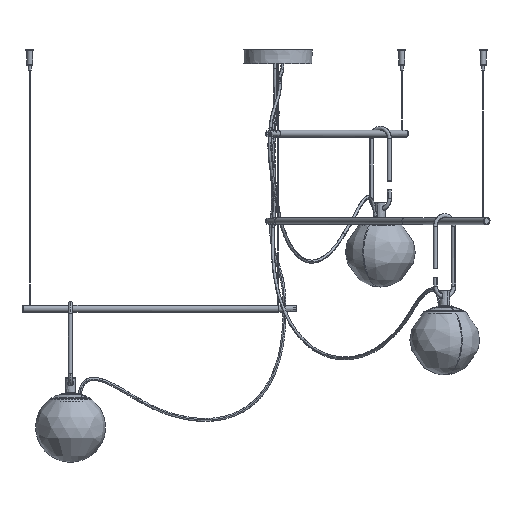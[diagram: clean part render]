
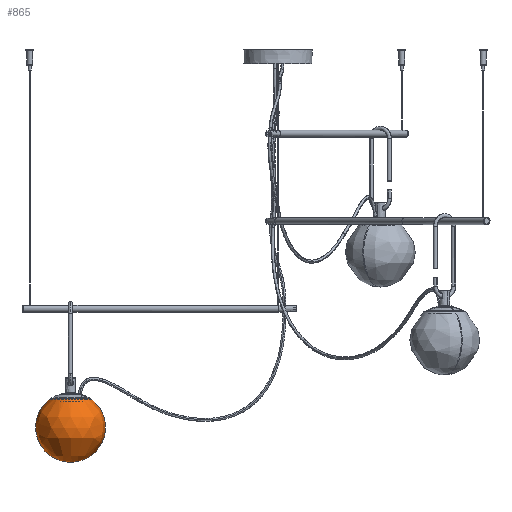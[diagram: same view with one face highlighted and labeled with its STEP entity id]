
A CAD part, front view. The second image highlights one B-rep face of the part: STEP entity #865.
In plain terms, the highlighted free-form (B-spline) face has degree [2, 2] with [5, 5] control points.
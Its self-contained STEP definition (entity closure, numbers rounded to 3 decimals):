
#865=ADVANCED_FACE($,(#1462),#7808,.T.);
#1462=FACE_OUTER_BOUND($,#2070,.T.);
#2070=EDGE_LOOP($,(#3734,#3735,#3736));
#3734=ORIENTED_EDGE($,*,*,#5900,.T.);
#3735=ORIENTED_EDGE($,*,*,#5901,.T.);
#3736=ORIENTED_EDGE($,*,*,#5906,.F.);
#5900=EDGE_CURVE($,#7067,#7066,#9002,.T.);
#5901=EDGE_CURVE($,#7066,#7065,#9003,.T.);
#5906=EDGE_CURVE($,#7067,#7065,#9007,.T.);
#7065=VERTEX_POINT($,#23866);
#7066=VERTEX_POINT($,#23867);
#7067=VERTEX_POINT($,#23868);
#7808=(
BOUNDED_SURFACE()
B_SPLINE_SURFACE(2,2,((#23800,#23801,#23802,#23803,#23804),(#23805,#23806,
#23807,#23808,#23809),(#23810,#23811,#23812,#23813,#23814),(#23815,#23816,
#23817,#23818,#23819),(#23820,#23821,#23822,#23823,#23824)),.UNSPECIFIED.,
.F.,.F.,.F.)
B_SPLINE_SURFACE_WITH_KNOTS((3,2,3),(3,2,3),(3.142,4.712,
6.283),(-0.927,0.322,1.571),
.UNSPECIFIED.)
GEOMETRIC_REPRESENTATION_ITEM()
RATIONAL_B_SPLINE_SURFACE(((1.,0.811,1.,0.811,1.),
(0.707,0.574,0.707,0.574,
0.707),(1.,0.811,1.,0.811,1.),(0.707,
0.574,0.707,0.574,0.707),
(1.,0.811,1.,0.811,1.)))
REPRESENTATION_ITEM($)
SURFACE()
);
#9002=(
BOUNDED_CURVE()
B_SPLINE_CURVE(2,(#23639,#23640,#23641,#23642,#23643),.UNSPECIFIED.,.F.,
.F.)
B_SPLINE_CURVE_WITH_KNOTS((3,2,3),(131.947,197.92,263.894),
.UNSPECIFIED.)
CURVE()
GEOMETRIC_REPRESENTATION_ITEM()
RATIONAL_B_SPLINE_CURVE((1.,0.707,1.,0.707,1.))
REPRESENTATION_ITEM($)
);
#9003=(
BOUNDED_CURVE()
B_SPLINE_CURVE(2,(#23644,#23645,#23646,#23647,#23648),.UNSPECIFIED.,.F.,
.F.)
B_SPLINE_CURVE_WITH_KNOTS((3,2,3),(-0.927,0.322,
1.571),.UNSPECIFIED.)
CURVE()
GEOMETRIC_REPRESENTATION_ITEM()
RATIONAL_B_SPLINE_CURVE((1.,0.811,1.,0.811,1.))
REPRESENTATION_ITEM($)
);
#9007=(
BOUNDED_CURVE()
B_SPLINE_CURVE(2,(#23662,#23663,#23664,#23665,#23666),.UNSPECIFIED.,.F.,
.F.)
B_SPLINE_CURVE_WITH_KNOTS((3,2,3),(-0.927,0.322,
1.571),.UNSPECIFIED.)
CURVE()
GEOMETRIC_REPRESENTATION_ITEM()
RATIONAL_B_SPLINE_CURVE((1.,0.811,1.,0.811,1.))
REPRESENTATION_ITEM($)
);
#23639=CARTESIAN_POINT($,(-372.837,0.,-699.258));
#23640=CARTESIAN_POINT($,(-372.837,-42.,-699.258));
#23641=CARTESIAN_POINT($,(-414.837,-42.,-699.258));
#23642=CARTESIAN_POINT($,(-456.837,-42.,-699.258));
#23643=CARTESIAN_POINT($,(-456.837,0.,-699.258));
#23644=CARTESIAN_POINT($,(-456.837,0.,-699.258));
#23645=CARTESIAN_POINT($,(-497.199,0.,-729.53));
#23646=CARTESIAN_POINT($,(-481.245,0.,-777.394));
#23647=CARTESIAN_POINT($,(-465.29,0.,-825.258));
#23648=CARTESIAN_POINT($,(-414.837,0.,-825.258));
#23662=CARTESIAN_POINT($,(-372.837,0.,-699.258));
#23663=CARTESIAN_POINT($,(-332.474,0.,-729.53));
#23664=CARTESIAN_POINT($,(-348.429,0.,-777.394));
#23665=CARTESIAN_POINT($,(-364.384,0.,-825.258));
#23666=CARTESIAN_POINT($,(-414.837,0.,-825.258));
#23800=CARTESIAN_POINT($,(-372.837,0.,-699.258));
#23801=CARTESIAN_POINT($,(-332.474,0.,-729.53));
#23802=CARTESIAN_POINT($,(-348.429,0.,-777.394));
#23803=CARTESIAN_POINT($,(-364.384,0.,-825.258));
#23804=CARTESIAN_POINT($,(-414.837,0.,-825.258));
#23805=CARTESIAN_POINT($,(-372.837,-42.,-699.258));
#23806=CARTESIAN_POINT($,(-332.474,-82.363,-729.53));
#23807=CARTESIAN_POINT($,(-348.429,-66.408,-777.394));
#23808=CARTESIAN_POINT($,(-364.384,-50.453,-825.258));
#23809=CARTESIAN_POINT($,(-414.837,0.,-825.258));
#23810=CARTESIAN_POINT($,(-414.837,-42.,-699.258));
#23811=CARTESIAN_POINT($,(-414.837,-82.363,-729.53));
#23812=CARTESIAN_POINT($,(-414.837,-66.408,-777.394));
#23813=CARTESIAN_POINT($,(-414.837,-50.453,-825.258));
#23814=CARTESIAN_POINT($,(-414.837,0.,-825.258));
#23815=CARTESIAN_POINT($,(-456.837,-42.,-699.258));
#23816=CARTESIAN_POINT($,(-497.199,-82.363,-729.53));
#23817=CARTESIAN_POINT($,(-481.245,-66.408,-777.394));
#23818=CARTESIAN_POINT($,(-465.29,-50.453,-825.258));
#23819=CARTESIAN_POINT($,(-414.837,0.,-825.258));
#23820=CARTESIAN_POINT($,(-456.837,0.,-699.258));
#23821=CARTESIAN_POINT($,(-497.199,0.,-729.53));
#23822=CARTESIAN_POINT($,(-481.245,0.,-777.394));
#23823=CARTESIAN_POINT($,(-465.29,0.,-825.258));
#23824=CARTESIAN_POINT($,(-414.837,0.,-825.258));
#23866=CARTESIAN_POINT($,(-414.837,0.,-825.258));
#23867=CARTESIAN_POINT($,(-456.837,0.,-699.258));
#23868=CARTESIAN_POINT($,(-372.837,0.,-699.258));
